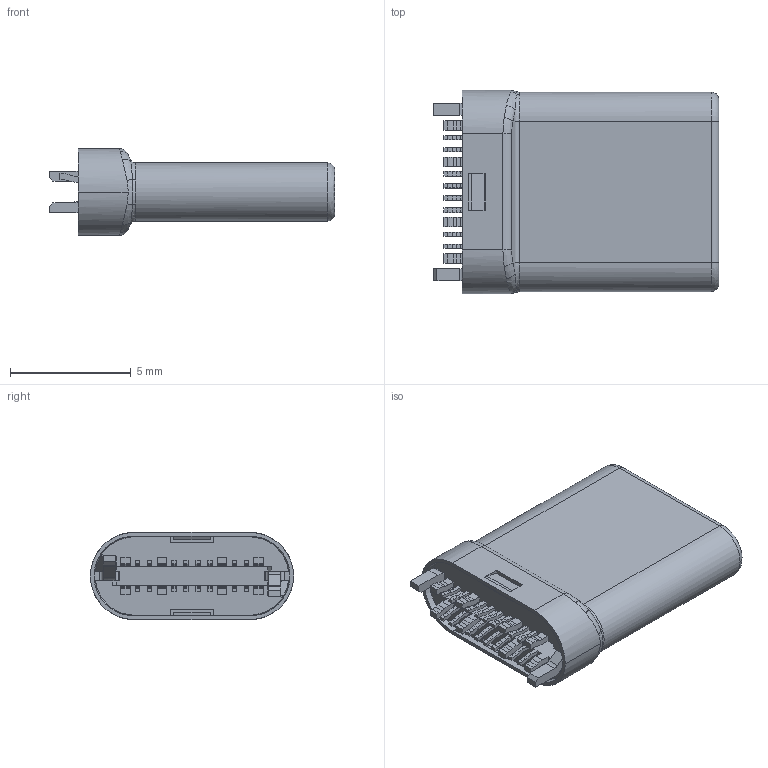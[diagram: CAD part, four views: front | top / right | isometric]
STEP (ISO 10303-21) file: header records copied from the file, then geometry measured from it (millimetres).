
FILE_DESCRIPTION (( 'STEP AP214' ), '1' );
FILE_NAME ('TYPE C 3.6 -2.STEP', '2023-03-08T04:26:44', ( '' ), ( '' ), 'SwSTEP 2.0', 'SolidWorks 2016', '' );
FILE_SCHEMA (( 'AUTOMOTIVE_DESIGN' ));
Length unit declared in the file: millimetre
Products named in the file (3): 錨璃11^TYPE C 3.6; LATCH  15A; TYPE C 3.6 -2
Assembly tree (2 placements, depth 2):
  TYPE C 3.6 -2
    LATCH  15A
    錨璃11^TYPE C 3.6
Bounding box: 11.8 x 8.4 x 3.6 mm (x, y, z)
Volume: 140.9 mm3; surface area: 1179.7 mm2
Topology: 3 solids, 3 shells, 2623 faces, 7564 edges, 4934 vertices
Faces by surface type: plane 1831, cylinder 695, bspline 57, cone 28, torus 12
Entity records: 116575 total; most frequent: CARTESIAN_POINT 19386, ORIENTED_EDGE 15120, DIRECTION 13173, EDGE_CURVE 7560, VECTOR 5757, LINE 5757, VERTEX_POINT 4934, AXIS2_PLACEMENT_3D 3708
